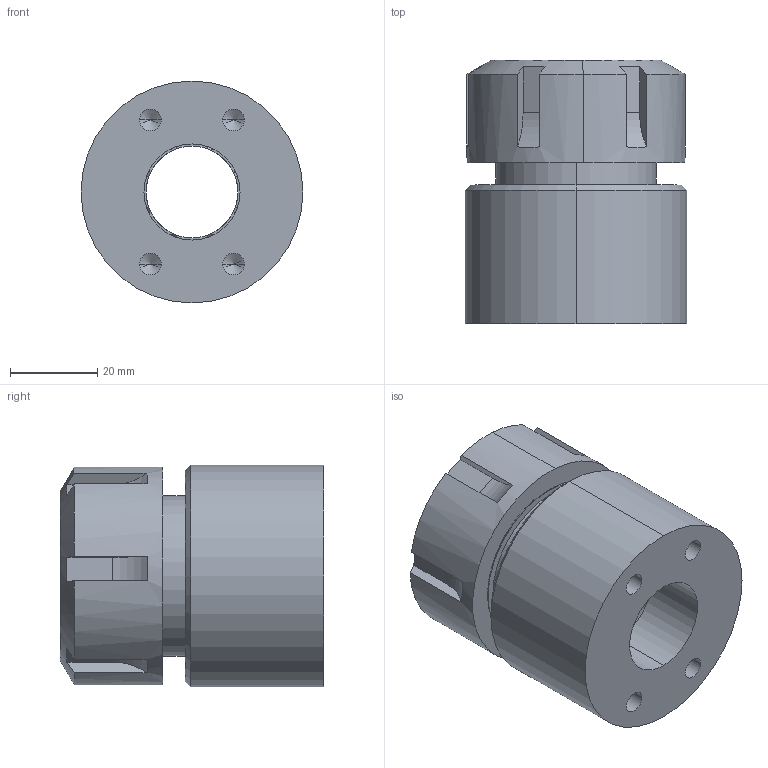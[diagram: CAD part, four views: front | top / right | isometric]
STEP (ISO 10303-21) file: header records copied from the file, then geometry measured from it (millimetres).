
FILE_DESCRIPTION (( 'STEP AP214' ), '1' );
FILE_NAME ('D_CERX-32.STEP', '2020-06-03T16:10:15', ( '' ), ( '' ), 'SwSTEP 2.0', 'SolidWorks 2018', '' );
FILE_SCHEMA (( 'AUTOMOTIVE_DESIGN' ));
Length unit declared in the file: millimetre
Products named in the file (4): D_CERX32-3; D_CERX32-2; D_CERX-32; D_CERX32-1
Assembly tree (3 placements, depth 2):
  D_CERX-32
    D_CERX32-1
    D_CERX32-2
    D_CERX32-3
Bounding box: 50.8 x 60.33 x 50.8 mm (x, y, z)
Volume: 86647.5 mm3; surface area: 37618.8 mm2
Topology: 3 solids, 3 shells, 232 faces, 648 edges, 422 vertices
Faces by surface type: plane 109, cylinder 82, cone 39, bspline 2
Entity records: 9104 total; most frequent: CARTESIAN_POINT 2989, ORIENTED_EDGE 1280, DIRECTION 1207, EDGE_CURVE 640, AXIS2_PLACEMENT_3D 466, VERTEX_POINT 422, VECTOR 275, LINE 275
